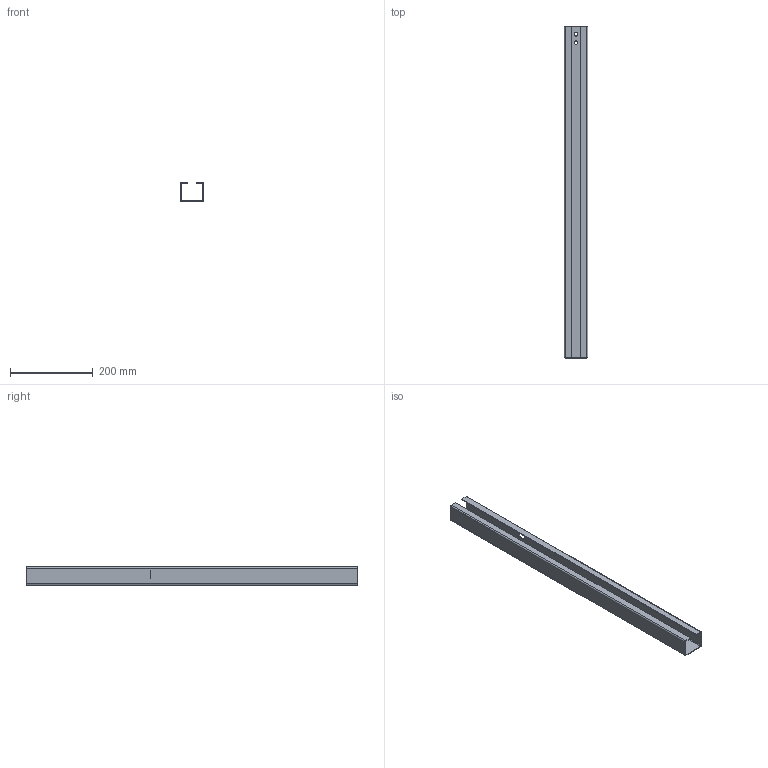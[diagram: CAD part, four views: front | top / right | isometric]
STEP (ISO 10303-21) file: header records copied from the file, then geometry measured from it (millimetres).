
FILE_DESCRIPTION (( 'STEP AP203' ), '1' );
FILE_NAME ('Weather Shield Mounth Design Bottom Part 1.STEP', '2020-07-28T15:39:11', ( 'USER' ), ( '' ), 'SwSTEP 2.0', 'SolidWorks 2012', '' );
FILE_SCHEMA (( 'CONFIG_CONTROL_DESIGN' ));
Length unit declared in the file: millimetre
Products named in the file (1): Weather Shield Mounth Design Bottom Part 1
Bounding box: 57 x 800 x 44 mm (x, y, z)
Volume: 270199.2 mm3; surface area: 274512.3 mm2
Topology: 1 solids, 1 shells, 54 faces, 124 edges, 72 vertices
Faces by surface type: plane 42, cylinder 12
Entity records: 1573 total; most frequent: DIRECTION 258, CARTESIAN_POINT 251, ORIENTED_EDGE 248, EDGE_CURVE 124, VECTOR 100, LINE 100, AXIS2_PLACEMENT_3D 79, VERTEX_POINT 72
